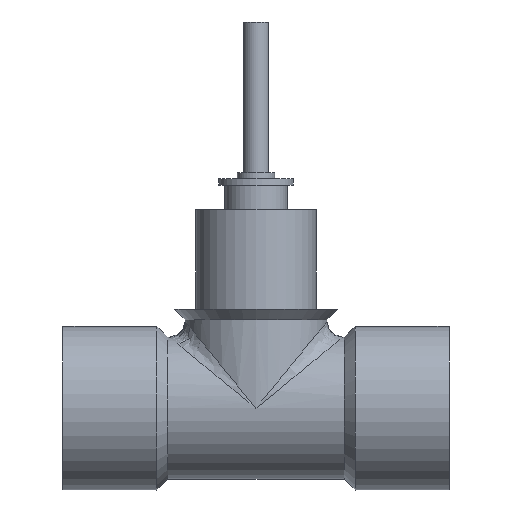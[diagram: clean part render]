
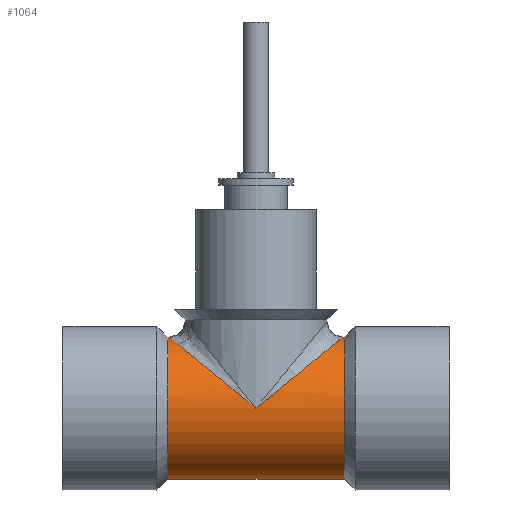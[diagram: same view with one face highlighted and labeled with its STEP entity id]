
A CAD part, front view. The second image highlights one B-rep face of the part: STEP entity #1064.
In plain terms, the highlighted cylindrical face has radius 10.351 mm (diameter 20.701 mm), a partial arc.
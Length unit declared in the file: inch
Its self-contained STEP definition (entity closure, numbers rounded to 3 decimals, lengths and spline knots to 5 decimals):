
#63=ELLIPSE($,#1246,0.64309,0.4075);
#64=ELLIPSE($,#1247,0.64309,0.4075);
#76=CYLINDRICAL_SURFACE($,#1244,0.4075);
#157=FACE_OUTER_BOUND($,#203,.T.);
#203=EDGE_LOOP($,(#950,#951,#952,#953,#954,#955,#956));
#273=CIRCLE($,#1245,0.4075);
#274=CIRCLE($,#1248,0.4075);
#375=LINE($,#2387,#449);
#376=LINE($,#2391,#450);
#377=LINE($,#2397,#451);
#449=VECTOR($,#1510,1.015);
#450=VECTOR($,#1513,0.01);
#451=VECTOR($,#1518,0.01);
#578=VERTEX_POINT($,#2385);
#579=VERTEX_POINT($,#2386);
#580=VERTEX_POINT($,#2388);
#581=VERTEX_POINT($,#2390);
#582=VERTEX_POINT($,#2392);
#583=VERTEX_POINT($,#2394);
#584=VERTEX_POINT($,#2396);
#764=EDGE_CURVE($,#578,#579,#375,.T.);
#765=EDGE_CURVE($,#579,#580,#273,.T.);
#766=EDGE_CURVE($,#581,#580,#376,.T.);
#767=EDGE_CURVE($,#582,#581,#63,.T.);
#768=EDGE_CURVE($,#583,#582,#64,.T.);
#769=EDGE_CURVE($,#584,#583,#377,.T.);
#770=EDGE_CURVE($,#578,#584,#274,.T.);
#950=ORIENTED_EDGE($,*,*,#764,.T.);
#951=ORIENTED_EDGE($,*,*,#765,.T.);
#952=ORIENTED_EDGE($,*,*,#766,.F.);
#953=ORIENTED_EDGE($,*,*,#767,.F.);
#954=ORIENTED_EDGE($,*,*,#768,.F.);
#955=ORIENTED_EDGE($,*,*,#769,.F.);
#956=ORIENTED_EDGE($,*,*,#770,.F.);
#1064=ADVANCED_FACE($,(#157),#76,.T.);
#1244=AXIS2_PLACEMENT_3D($,#2384,#1508,#1509);
#1245=AXIS2_PLACEMENT_3D($,#2389,#1511,#1512);
#1246=AXIS2_PLACEMENT_3D($,#2393,#1514,#1515);
#1247=AXIS2_PLACEMENT_3D($,#2395,#1516,#1517);
#1248=AXIS2_PLACEMENT_3D($,#2398,#1519,#1520);
#1508=DIRECTION('center_axis',(-1.,0.,0.));
#1509=DIRECTION('ref_axis',(0.,0.,-1.));
#1510=DIRECTION($,(1.,0.,0.));
#1511=DIRECTION('center_axis',(-1.,0.,0.));
#1512=DIRECTION('ref_axis',(0.,0.,-1.));
#1513=DIRECTION($,(1.,0.,0.));
#1514=DIRECTION('center_axis',(-0.634,0.,0.774));
#1515=DIRECTION('ref_axis',(0.774,0.,0.634));
#1516=DIRECTION('center_axis',(0.634,0.,0.774));
#1517=DIRECTION('ref_axis',(-0.774,0.,0.634));
#1518=DIRECTION($,(1.,0.,0.));
#1519=DIRECTION('center_axis',(-1.,0.,0.));
#1520=DIRECTION('ref_axis',(0.,0.,-1.));
#2384=CARTESIAN_POINT('Origin',(-0.55175,0.,0.));
#2385=CARTESIAN_POINT('',(-1.6175,0.,-0.4075));
#2386=CARTESIAN_POINT('',(-0.6025,0.,-0.4075));
#2387=CARTESIAN_POINT($,(-1.6175,0.,-0.4075));
#2388=CARTESIAN_POINT('',(-0.6025,0.,0.4075));
#2389=CARTESIAN_POINT('Origin',(-0.6025,0.,0.));
#2390=CARTESIAN_POINT('',(-0.6125,0.,0.4075));
#2391=CARTESIAN_POINT($,(-0.6125,0.,0.4075));
#2392=CARTESIAN_POINT('',(-1.11,-0.4075,0.));
#2393=CARTESIAN_POINT('Origin',(-1.11,0.,0.));
#2394=CARTESIAN_POINT('',(-1.6075,0.,0.4075));
#2395=CARTESIAN_POINT('Origin',(-1.11,0.,0.));
#2396=CARTESIAN_POINT('',(-1.6175,0.,0.4075));
#2397=CARTESIAN_POINT($,(-1.6175,0.,0.4075));
#2398=CARTESIAN_POINT('Origin',(-1.6175,0.,0.));
